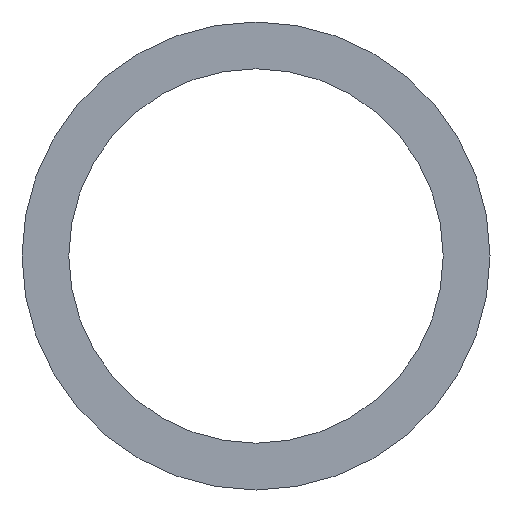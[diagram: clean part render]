
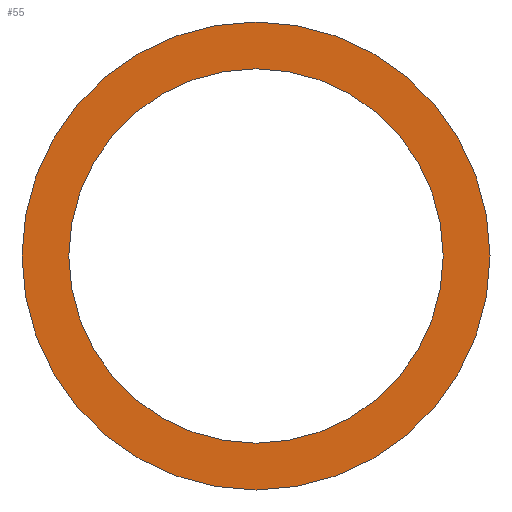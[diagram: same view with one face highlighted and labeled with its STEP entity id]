
A CAD part, front view. The second image highlights one B-rep face of the part: STEP entity #55.
In plain terms, the highlighted planar face has unit normal (0, -1, 0).
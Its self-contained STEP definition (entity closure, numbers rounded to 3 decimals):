
#17 = CIRCLE ( 'NONE', #63, 4. ) ;
#19 = FACE_OUTER_BOUND ( 'NONE', #149, .T. ) ;
#23 = CARTESIAN_POINT ( 'NONE',  ( 0., 0., 0. ) ) ;
#26 = DIRECTION ( 'NONE',  ( 0., 0., 1. ) ) ;
#28 = DIRECTION ( 'NONE',  ( 0., 0., 1. ) ) ;
#41 = CIRCLE ( 'NONE', #191, 5. ) ;
#46 = EDGE_CURVE ( 'NONE', #217, #85, #41, .T. ) ;
#47 = DIRECTION ( 'NONE',  ( 0., 1., 0. ) ) ;
#55 = ADVANCED_FACE ( 'NONE', ( #19, #220 ), #176, .F. ) ;
#56 = EDGE_CURVE ( 'NONE', #85, #217, #134, .T. ) ;
#63 = AXIS2_PLACEMENT_3D ( 'NONE', #198, #47, #26 ) ;
#64 = CARTESIAN_POINT ( 'NONE',  ( 0., 0., -5. ) ) ;
#76 = ORIENTED_EDGE ( 'NONE', *, *, #181, .T. ) ;
#85 = VERTEX_POINT ( 'NONE', #175 ) ;
#97 = EDGE_LOOP ( 'NONE', ( #76, #208 ) ) ;
#98 = DIRECTION ( 'NONE',  ( 0., 0., 1. ) ) ;
#99 = AXIS2_PLACEMENT_3D ( 'NONE', #137, #180, #28 ) ;
#106 = VERTEX_POINT ( 'NONE', #159 ) ;
#113 = ORIENTED_EDGE ( 'NONE', *, *, #56, .F. ) ;
#121 = CARTESIAN_POINT ( 'NONE',  ( 0., 0., -4. ) ) ;
#133 = DIRECTION ( 'NONE',  ( 0., 0., 1. ) ) ;
#134 = CIRCLE ( 'NONE', #188, 5. ) ;
#135 = DIRECTION ( 'NONE',  ( 0., 0., 1. ) ) ;
#137 = CARTESIAN_POINT ( 'NONE',  ( 0., 0., 0. ) ) ;
#149 = EDGE_LOOP ( 'NONE', ( #183, #113 ) ) ;
#157 = VERTEX_POINT ( 'NONE', #121 ) ;
#159 = CARTESIAN_POINT ( 'NONE',  ( 0., 0., 4. ) ) ;
#175 = CARTESIAN_POINT ( 'NONE',  ( 0., 0., 5. ) ) ;
#176 = PLANE ( 'NONE',  #187 ) ;
#180 = DIRECTION ( 'NONE',  ( 0., 1., 0. ) ) ;
#181 = EDGE_CURVE ( 'NONE', #157, #106, #17, .T. ) ;
#183 = ORIENTED_EDGE ( 'NONE', *, *, #46, .F. ) ;
#187 = AXIS2_PLACEMENT_3D ( 'NONE', #23, #196, #98 ) ;
#188 = AXIS2_PLACEMENT_3D ( 'NONE', #231, #249, #133 ) ;
#189 = EDGE_CURVE ( 'NONE', #106, #157, #225, .T. ) ;
#191 = AXIS2_PLACEMENT_3D ( 'NONE', #210, #209, #135 ) ;
#196 = DIRECTION ( 'NONE',  ( 0., 1., 0. ) ) ;
#198 = CARTESIAN_POINT ( 'NONE',  ( 0., 0., 0. ) ) ;
#208 = ORIENTED_EDGE ( 'NONE', *, *, #189, .T. ) ;
#209 = DIRECTION ( 'NONE',  ( 0., 1., 0. ) ) ;
#210 = CARTESIAN_POINT ( 'NONE',  ( 0., 0., 0. ) ) ;
#217 = VERTEX_POINT ( 'NONE', #64 ) ;
#220 = FACE_BOUND ( 'NONE', #97, .T. ) ;
#225 = CIRCLE ( 'NONE', #99, 4. ) ;
#231 = CARTESIAN_POINT ( 'NONE',  ( 0., 0., 0. ) ) ;
#249 = DIRECTION ( 'NONE',  ( 0., 1., 0. ) ) ;
